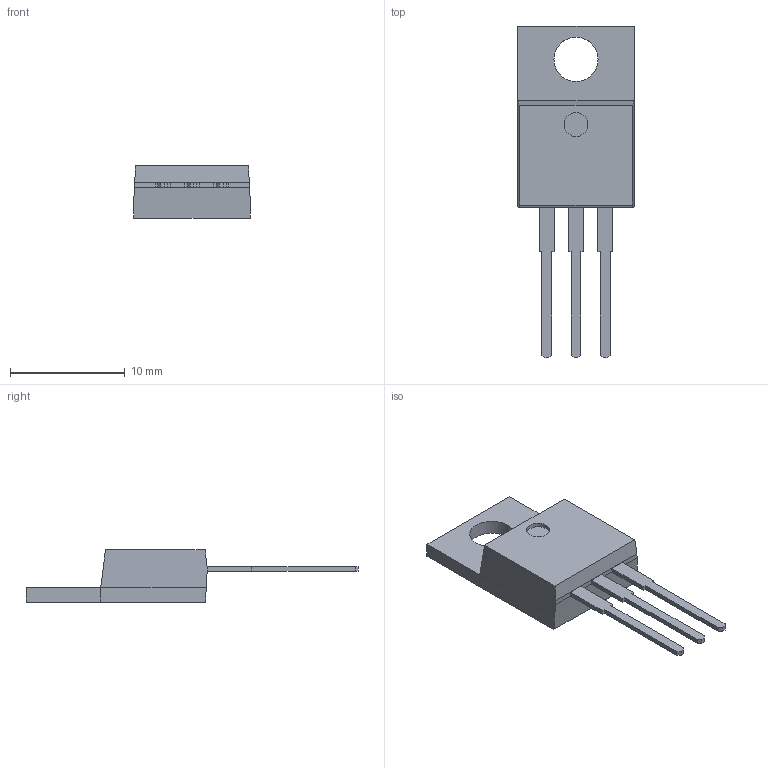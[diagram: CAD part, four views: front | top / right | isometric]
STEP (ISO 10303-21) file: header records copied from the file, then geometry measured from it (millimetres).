
FILE_DESCRIPTION (( 'STEP AP214' ), '1' );
FILE_NAME ('KCS3.STEP', '2020-08-12T23:47:11', ( '' ), ( '' ), 'SwSTEP 2.0', 'SolidWorks 2017', '' );
FILE_SCHEMA (( 'AUTOMOTIVE_DESIGN' ));
Length unit declared in the file: millimetre
Products named in the file (1): KCS3
Bounding box: 10.16 x 28.87 x 4.55 mm (x, y, z)
Volume: 495.8 mm3; surface area: 764.5 mm2
Topology: 5 solids, 5 shells, 75 faces, 189 edges, 125 vertices
Faces by surface type: plane 71, cylinder 4
Entity records: 2534 total; most frequent: CARTESIAN_POINT 390, ORIENTED_EDGE 378, DIRECTION 349, EDGE_CURVE 189, VECTOR 181, LINE 181, VERTEX_POINT 125, AXIS2_PLACEMENT_3D 84
